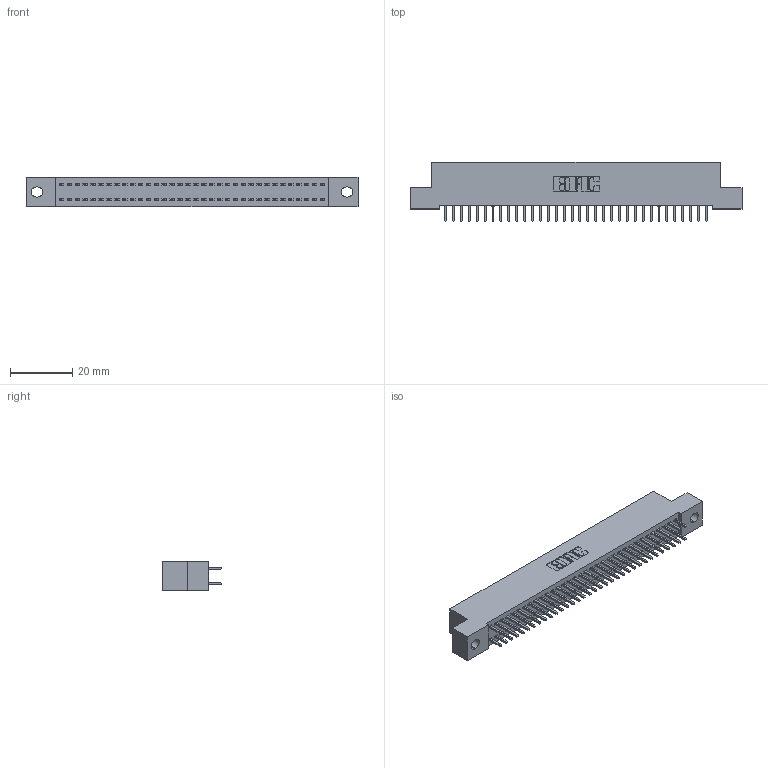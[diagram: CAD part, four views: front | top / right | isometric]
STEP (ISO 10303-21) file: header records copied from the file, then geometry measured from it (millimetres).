
FILE_DESCRIPTION (( 'STEP AP203' ), '1' );
FILE_NAME ('342-068-521-202.STEP', '2019-10-03T15:19:28', ( '' ), ( '' ), 'SwSTEP 2.0', 'SolidWorks 2016', '' );
FILE_SCHEMA (( 'CONFIG_CONTROL_DESIGN' ));
Length unit declared in the file: inch
Products named in the file (3): 342 Part_.128 Slot; 345-292-001_345-293-121; 342-068-521-202
Assembly tree (69 placements, depth 2):
  342-068-521-202
    342 Part_.128 Slot
    345-292-001_345-293-121  x68
Bounding box: 106.68 x 19.06 x 9.4 mm (x, y, z)
Volume: 9467.4 mm3; surface area: 14785 mm2
Topology: 69 solids, 69 shells, 3650 faces, 10851 edges, 7142 vertices
Faces by surface type: plane 2518, cylinder 1132
Entity records: 22929 total; most frequent: CARTESIAN_POINT 3810, ORIENTED_EDGE 3746, DIRECTION 3269, EDGE_CURVE 1873, LINE 1745, VECTOR 1745, VERTEX_POINT 1246, AXIS2_PLACEMENT_3D 762
